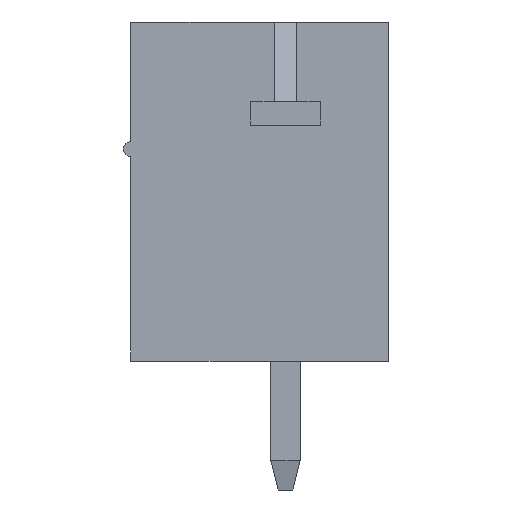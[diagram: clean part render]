
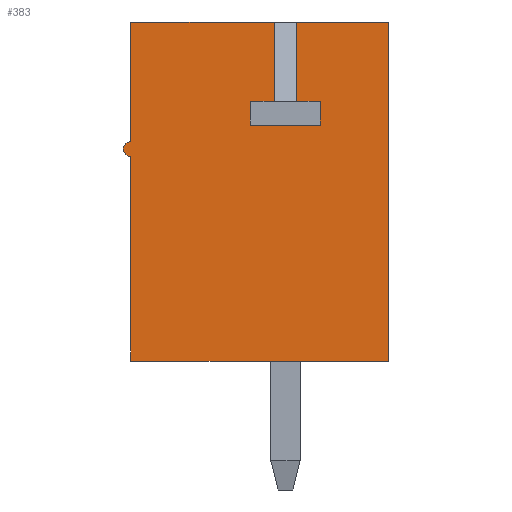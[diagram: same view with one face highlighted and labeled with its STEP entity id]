
A CAD part, left-side view. The second image highlights one B-rep face of the part: STEP entity #383.
In plain terms, the highlighted planar face has unit normal (-1, 0, 0).
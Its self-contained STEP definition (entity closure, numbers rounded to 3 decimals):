
#383 = ADVANCED_FACE( '', ( #904 ), #905, .F. );
#904 = FACE_OUTER_BOUND( '', #1592, .T. );
#905 = PLANE( '', #1593 );
#1592 = EDGE_LOOP( '', ( #2475, #2476, #2477, #2478, #2479, #2480, #2481, #2482, #2483, #2484, #2485, #2486, #2487, #2488 ) );
#1593 = AXIS2_PLACEMENT_3D( '', #2489, #2490, #2491 );
#2475 = ORIENTED_EDGE( '', *, *, #4433, .T. );
#2476 = ORIENTED_EDGE( '', *, *, #4434, .T. );
#2477 = ORIENTED_EDGE( '', *, *, #4435, .F. );
#2478 = ORIENTED_EDGE( '', *, *, #4436, .T. );
#2479 = ORIENTED_EDGE( '', *, *, #4384, .T. );
#2480 = ORIENTED_EDGE( '', *, *, #4437, .T. );
#2481 = ORIENTED_EDGE( '', *, *, #4438, .F. );
#2482 = ORIENTED_EDGE( '', *, *, #4439, .F. );
#2483 = ORIENTED_EDGE( '', *, *, #4440, .F. );
#2484 = ORIENTED_EDGE( '', *, *, #4441, .T. );
#2485 = ORIENTED_EDGE( '', *, *, #4442, .T. );
#2486 = ORIENTED_EDGE( '', *, *, #4443, .T. );
#2487 = ORIENTED_EDGE( '', *, *, #4387, .T. );
#2488 = ORIENTED_EDGE( '', *, *, #4444, .T. );
#2489 = CARTESIAN_POINT( '', ( -8.215, 0., 0. ) );
#2490 = DIRECTION( '', ( 1., 0., 0. ) );
#2491 = DIRECTION( '', ( 0., 0., -1. ) );
#4384 = EDGE_CURVE( '', #5322, #5320, #5323, .F. );
#4387 = EDGE_CURVE( '', #5326, #5327, #5328, .T. );
#4433 = EDGE_CURVE( '', #5408, #5409, #5410, .T. );
#4434 = EDGE_CURVE( '', #5409, #5411, #5412, .T. );
#4435 = EDGE_CURVE( '', #5413, #5411, #5414, .T. );
#4436 = EDGE_CURVE( '', #5413, #5322, #5415, .T. );
#4437 = EDGE_CURVE( '', #5320, #5416, #5417, .T. );
#4438 = EDGE_CURVE( '', #5418, #5416, #5419, .T. );
#4439 = EDGE_CURVE( '', #5420, #5418, #5421, .T. );
#4440 = EDGE_CURVE( '', #5422, #5420, #5423, .T. );
#4441 = EDGE_CURVE( '', #5422, #5424, #5425, .T. );
#4442 = EDGE_CURVE( '', #5424, #5426, #5427, .T. );
#4443 = EDGE_CURVE( '', #5426, #5326, #5428, .T. );
#4444 = EDGE_CURVE( '', #5327, #5408, #5429, .T. );
#5320 = VERTEX_POINT( '', #6658 );
#5322 = VERTEX_POINT( '', #6661 );
#5323 = CIRCLE( '', #6662, 0.2 );
#5326 = VERTEX_POINT( '', #6666 );
#5327 = VERTEX_POINT( '', #6667 );
#5328 = LINE( '', #6668, #6669 );
#5408 = VERTEX_POINT( '', #6784 );
#5409 = VERTEX_POINT( '', #6785 );
#5410 = LINE( '', #6786, #6787 );
#5411 = VERTEX_POINT( '', #6788 );
#5412 = LINE( '', #6789, #6790 );
#5413 = VERTEX_POINT( '', #6791 );
#5414 = LINE( '', #6792, #6793 );
#5415 = LINE( '', #6794, #6795 );
#5416 = VERTEX_POINT( '', #6796 );
#5417 = LINE( '', #6797, #6798 );
#5418 = VERTEX_POINT( '', #6799 );
#5419 = LINE( '', #6800, #6801 );
#5420 = VERTEX_POINT( '', #6802 );
#5421 = LINE( '', #6803, #6804 );
#5422 = VERTEX_POINT( '', #6805 );
#5423 = LINE( '', #6806, #6807 );
#5424 = VERTEX_POINT( '', #6808 );
#5425 = LINE( '', #6809, #6810 );
#5426 = VERTEX_POINT( '', #6811 );
#5427 = LINE( '', #6812, #6813 );
#5428 = LINE( '', #6814, #6815 );
#5429 = LINE( '', #6816, #6817 );
#6658 = CARTESIAN_POINT( '', ( -8.215, 3.4, 0.95 ) );
#6661 = CARTESIAN_POINT( '', ( -8.215, 3.4, 1.35 ) );
#6662 = AXIS2_PLACEMENT_3D( '', #8198, #8199, #8200 );
#6666 = CARTESIAN_POINT( '', ( -8.215, -1.75, 1.8 ) );
#6667 = CARTESIAN_POINT( '', ( -8.215, 0.15, 1.8 ) );
#6668 = CARTESIAN_POINT( '', ( -8.215, -1.75, 1.8 ) );
#6669 = VECTOR( '', #8202, 1000. );
#6784 = CARTESIAN_POINT( '', ( -8.215, 0.15, 2.45 ) );
#6785 = CARTESIAN_POINT( '', ( -8.215, -0.5, 2.45 ) );
#6786 = CARTESIAN_POINT( '', ( -8.215, 0.15, 2.45 ) );
#6787 = VECTOR( '', #8244, 1000. );
#6788 = CARTESIAN_POINT( '', ( -8.215, -0.5, 4.6 ) );
#6789 = CARTESIAN_POINT( '', ( -8.215, -0.5, 2.45 ) );
#6790 = VECTOR( '', #8245, 1000. );
#6791 = CARTESIAN_POINT( '', ( -8.215, 3.4, 4.6 ) );
#6792 = CARTESIAN_POINT( '', ( -8.215, 3.6, 4.6 ) );
#6793 = VECTOR( '', #8246, 1000. );
#6794 = CARTESIAN_POINT( '', ( -8.215, 3.4, 0. ) );
#6795 = VECTOR( '', #8247, 1000. );
#6796 = CARTESIAN_POINT( '', ( -8.215, 3.4, -4.6 ) );
#6797 = CARTESIAN_POINT( '', ( -8.215, 3.4, 0. ) );
#6798 = VECTOR( '', #8248, 1000. );
#6799 = CARTESIAN_POINT( '', ( -8.215, -3.6, -4.6 ) );
#6800 = CARTESIAN_POINT( '', ( -8.215, -3.6, -4.6 ) );
#6801 = VECTOR( '', #8249, 1000. );
#6802 = CARTESIAN_POINT( '', ( -8.215, -3.6, 4.6 ) );
#6803 = CARTESIAN_POINT( '', ( -8.215, -3.6, 4.6 ) );
#6804 = VECTOR( '', #8250, 1000. );
#6805 = CARTESIAN_POINT( '', ( -8.215, -1.1, 4.6 ) );
#6806 = CARTESIAN_POINT( '', ( -8.215, 3.6, 4.6 ) );
#6807 = VECTOR( '', #8251, 1000. );
#6808 = CARTESIAN_POINT( '', ( -8.215, -1.1, 2.45 ) );
#6809 = CARTESIAN_POINT( '', ( -8.215, -1.1, 4.6 ) );
#6810 = VECTOR( '', #8252, 1000. );
#6811 = CARTESIAN_POINT( '', ( -8.215, -1.75, 2.45 ) );
#6812 = CARTESIAN_POINT( '', ( -8.215, -1.1, 2.45 ) );
#6813 = VECTOR( '', #8253, 1000. );
#6814 = CARTESIAN_POINT( '', ( -8.215, -1.75, 2.45 ) );
#6815 = VECTOR( '', #8254, 1000. );
#6816 = CARTESIAN_POINT( '', ( -8.215, 0.15, 1.8 ) );
#6817 = VECTOR( '', #8255, 1000. );
#8198 = CARTESIAN_POINT( '', ( -8.215, 3.4, 1.15 ) );
#8199 = DIRECTION( '', ( 1., 0., 0. ) );
#8200 = DIRECTION( '', ( 0., 0., -1. ) );
#8202 = DIRECTION( '', ( 0., 1., 0. ) );
#8244 = DIRECTION( '', ( 0., -1., 0. ) );
#8245 = DIRECTION( '', ( 0., 0., 1. ) );
#8246 = DIRECTION( '', ( 0., -1., 0. ) );
#8247 = DIRECTION( '', ( 0., 0., -1. ) );
#8248 = DIRECTION( '', ( 0., 0., -1. ) );
#8249 = DIRECTION( '', ( 0., 1., 0. ) );
#8250 = DIRECTION( '', ( 0., 0., -1. ) );
#8251 = DIRECTION( '', ( 0., -1., 0. ) );
#8252 = DIRECTION( '', ( 0., 0., -1. ) );
#8253 = DIRECTION( '', ( 0., -1., 0. ) );
#8254 = DIRECTION( '', ( 0., 0., -1. ) );
#8255 = DIRECTION( '', ( 0., 0., 1. ) );
